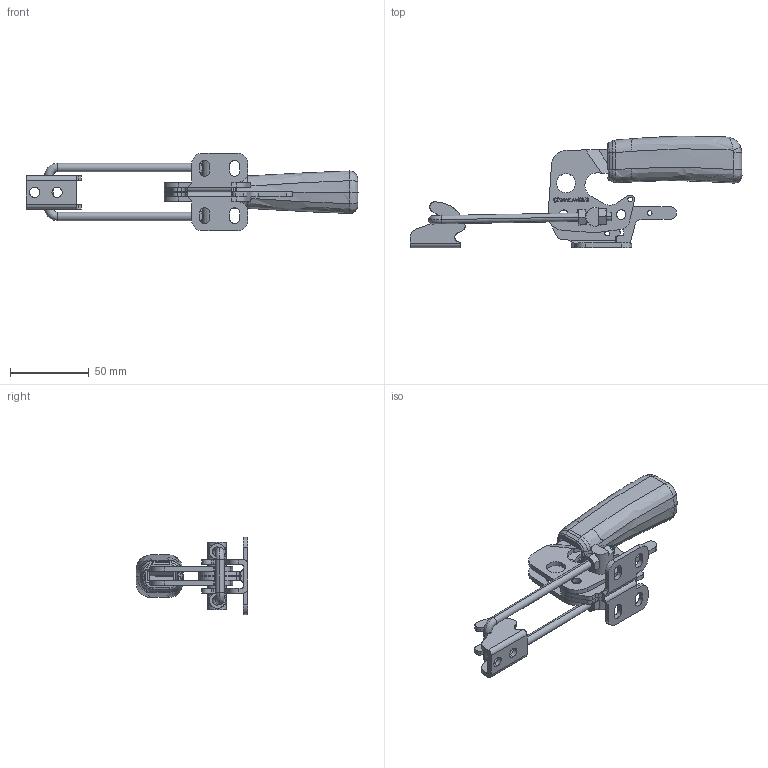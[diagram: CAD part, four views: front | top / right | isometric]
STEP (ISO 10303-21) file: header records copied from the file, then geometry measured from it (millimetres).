
FILE_DESCRIPTION (( 'STEP AP214' ), '1' );
FILE_NAME ('848S-3.STEP', '2018-11-17T12:24:28', ( '' ), ( '' ), 'SwSTEP 2.0', 'SolidWorks 2015', '' );
FILE_SCHEMA (( 'AUTOMOTIVE_DESIGN' ));
Length unit declared in the file: millimetre
Products named in the file (10): 848-3-4 mil; 848S-3-3; 848S-3-2; 848S-3-1; 848S-3; 3; 848-3-2 karsilik; 848S-3-4; 848-3-5 somun; 848-3-1 kanca
Assembly tree (12 placements, depth 2):
  848S-3
    848S-3-1
    848S-3-2
    848S-3-3
    848-3-4 mil
    848-3-1 kanca
    848-3-5 somun  x4
    848S-3-4
    848-3-2 karsilik
    3
Bounding box: 210.51 x 70.79 x 49 mm (x, y, z)
Volume: 89166.7 mm3; surface area: 42490.3 mm2
Topology: 12 solids, 12 shells, 635 faces, 1657 edges, 1058 vertices
Faces by surface type: plane 264, cylinder 149, bspline 130, cone 88, torus 4
Entity records: 27725 total; most frequent: CARTESIAN_POINT 10702, ORIENTED_EDGE 2830, DIRECTION 2207, EDGE_CURVE 1415, VERTEX_POINT 914, VECTOR 797, LINE 797, AXIS2_PLACEMENT_3D 705
